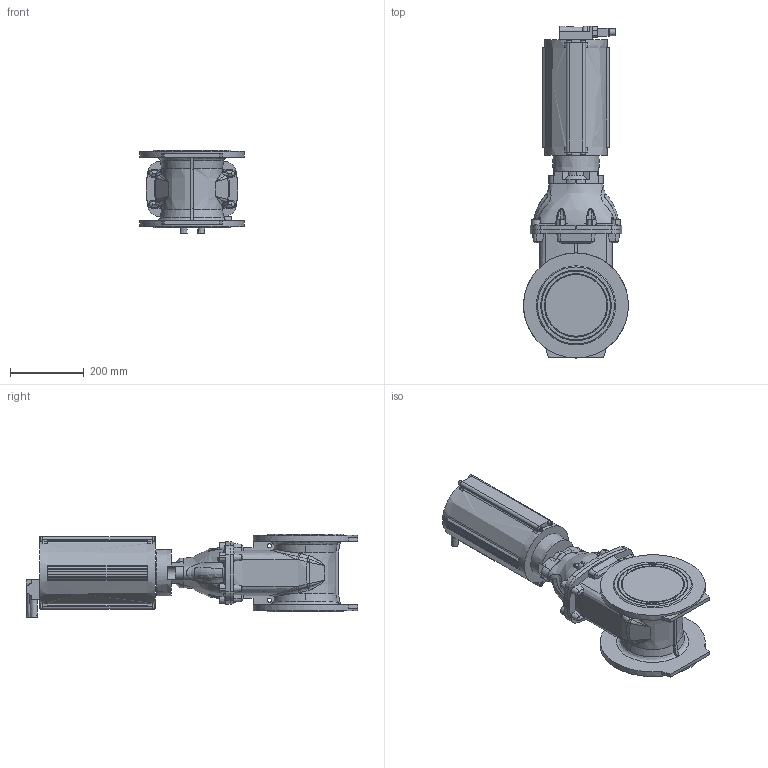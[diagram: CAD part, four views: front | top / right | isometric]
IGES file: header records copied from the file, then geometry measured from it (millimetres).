
Start section: SolidWorks IGES file using analytic representation for surfaces
Global section: file name: 7151503003009 Outline drawing.IGS; native system: SolidWorks 2012; preprocessor: SolidWorks 2012; author: rozh; date: 140624.140703; units: millimetre
Bounding box: 285 x 901.5 x 226.5 mm (x, y, z)
Surface area: 843462.4 mm2 (no closed solid volume)
Topology: 0 solids, 0 shells, 735 faces, 5846 edges, 7570 vertices
Faces by surface type: bspline 427, revolution 308
